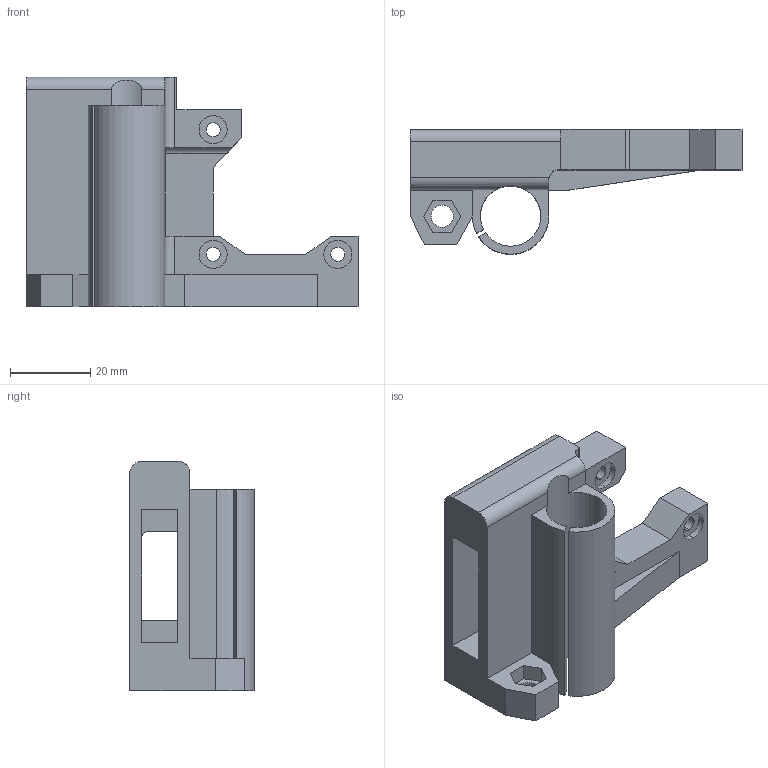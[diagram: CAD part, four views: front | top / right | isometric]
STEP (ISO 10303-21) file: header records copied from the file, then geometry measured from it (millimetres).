
FILE_DESCRIPTION (( 'STEP AP203' ), '1' );
FILE_NAME ('X-ENDMOTOR.STEP' );
FILE_SCHEMA (( 'CONFIG_CONTROL_DESIGN' ));
Length unit declared in the file: millimetre
Products named in the file (1): X-ENDMOTOR
Bounding box: 82.5 x 31 x 57 mm (x, y, z)
Volume: 35627.3 mm3; surface area: 17587.1 mm2
Topology: 1 solids, 1 shells, 72 faces, 200 edges, 133 vertices
Faces by surface type: plane 49, cylinder 23
Entity records: 2425 total; most frequent: CARTESIAN_POINT 437, ORIENTED_EDGE 400, DIRECTION 391, EDGE_CURVE 200, LINE 149, VECTOR 149, VERTEX_POINT 133, AXIS2_PLACEMENT_3D 121
